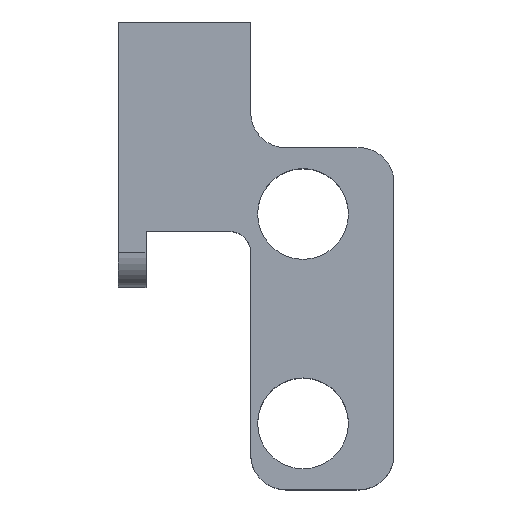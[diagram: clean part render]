
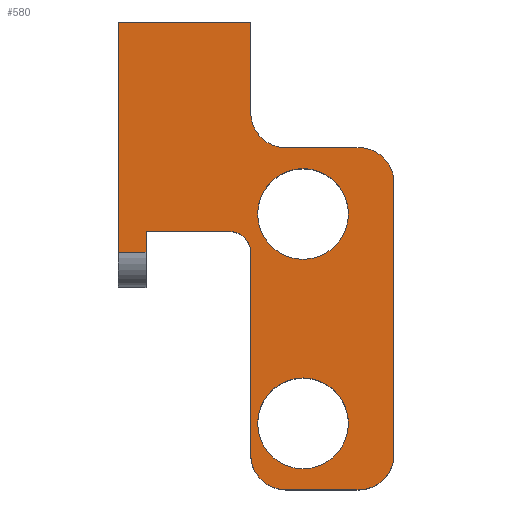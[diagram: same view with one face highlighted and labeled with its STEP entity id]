
A CAD part, top view. The second image highlights one B-rep face of the part: STEP entity #580.
In plain terms, the highlighted planar face has unit normal (0, 0, 1).
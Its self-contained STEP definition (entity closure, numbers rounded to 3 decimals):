
#19=FACE_BOUND('',#83,.T.);
#20=FACE_BOUND('',#84,.T.);
#29=PLANE('',#631);
#47=FACE_OUTER_BOUND('',#82,.T.);
#82=EDGE_LOOP('',(#404,#405,#406,#407,#408,#409,#410,#411,#412,#413,#414,
#415,#416,#417,#418));
#83=EDGE_LOOP('',(#419));
#84=EDGE_LOOP('',(#420));
#126=LINE('',#898,#176);
#129=LINE('',#904,#179);
#130=LINE('',#908,#180);
#131=LINE('',#910,#181);
#132=LINE('',#912,#182);
#133=LINE('',#914,#183);
#134=LINE('',#916,#184);
#135=LINE('',#918,#185);
#136=LINE('',#922,#186);
#137=LINE('',#926,#187);
#176=VECTOR('',#708,10.);
#179=VECTOR('',#713,10.);
#180=VECTOR('',#716,10.);
#181=VECTOR('',#717,10.);
#182=VECTOR('',#718,10.);
#183=VECTOR('',#719,10.);
#184=VECTOR('',#720,10.);
#185=VECTOR('',#721,10.);
#186=VECTOR('',#724,10.);
#187=VECTOR('',#727,10.);
#224=CIRCLE('',#628,5.);
#226=CIRCLE('',#632,5.);
#227=CIRCLE('',#633,3.);
#228=CIRCLE('',#634,5.);
#229=CIRCLE('',#635,5.);
#230=CIRCLE('',#636,6.5);
#231=CIRCLE('',#637,6.5);
#258=VERTEX_POINT('',#888);
#259=VERTEX_POINT('',#889);
#262=VERTEX_POINT('',#897);
#264=VERTEX_POINT('',#903);
#265=VERTEX_POINT('',#905);
#266=VERTEX_POINT('',#907);
#267=VERTEX_POINT('',#909);
#268=VERTEX_POINT('',#911);
#269=VERTEX_POINT('',#913);
#270=VERTEX_POINT('',#915);
#271=VERTEX_POINT('',#917);
#272=VERTEX_POINT('',#919);
#273=VERTEX_POINT('',#921);
#274=VERTEX_POINT('',#923);
#275=VERTEX_POINT('',#925);
#276=VERTEX_POINT('',#928);
#277=VERTEX_POINT('',#930);
#312=EDGE_CURVE('',#258,#259,#224,.T.);
#316=EDGE_CURVE('',#259,#262,#126,.T.);
#319=EDGE_CURVE('',#258,#264,#129,.T.);
#320=EDGE_CURVE('',#265,#264,#226,.T.);
#321=EDGE_CURVE('',#265,#266,#130,.T.);
#322=EDGE_CURVE('',#266,#267,#131,.T.);
#323=EDGE_CURVE('',#267,#268,#132,.F.);
#324=EDGE_CURVE('',#269,#268,#133,.T.);
#325=EDGE_CURVE('',#269,#270,#134,.T.);
#326=EDGE_CURVE('',#270,#271,#135,.T.);
#327=EDGE_CURVE('',#272,#271,#227,.T.);
#328=EDGE_CURVE('',#272,#273,#136,.T.);
#329=EDGE_CURVE('',#274,#273,#228,.T.);
#330=EDGE_CURVE('',#274,#275,#137,.T.);
#331=EDGE_CURVE('',#262,#275,#229,.T.);
#332=EDGE_CURVE('',#276,#276,#230,.T.);
#333=EDGE_CURVE('',#277,#277,#231,.T.);
#404=ORIENTED_EDGE('',*,*,#312,.F.);
#405=ORIENTED_EDGE('',*,*,#319,.T.);
#406=ORIENTED_EDGE('',*,*,#320,.F.);
#407=ORIENTED_EDGE('',*,*,#321,.T.);
#408=ORIENTED_EDGE('',*,*,#322,.T.);
#409=ORIENTED_EDGE('',*,*,#323,.T.);
#410=ORIENTED_EDGE('',*,*,#324,.F.);
#411=ORIENTED_EDGE('',*,*,#325,.T.);
#412=ORIENTED_EDGE('',*,*,#326,.T.);
#413=ORIENTED_EDGE('',*,*,#327,.F.);
#414=ORIENTED_EDGE('',*,*,#328,.T.);
#415=ORIENTED_EDGE('',*,*,#329,.F.);
#416=ORIENTED_EDGE('',*,*,#330,.T.);
#417=ORIENTED_EDGE('',*,*,#331,.F.);
#418=ORIENTED_EDGE('',*,*,#316,.F.);
#419=ORIENTED_EDGE('',*,*,#332,.T.);
#420=ORIENTED_EDGE('',*,*,#333,.T.);
#580=ADVANCED_FACE('',(#47,#19,#20),#29,.T.);
#628=AXIS2_PLACEMENT_3D('',#890,#700,#701);
#631=AXIS2_PLACEMENT_3D('',#902,#711,#712);
#632=AXIS2_PLACEMENT_3D('',#906,#714,#715);
#633=AXIS2_PLACEMENT_3D('',#920,#722,#723);
#634=AXIS2_PLACEMENT_3D('',#924,#725,#726);
#635=AXIS2_PLACEMENT_3D('',#927,#728,#729);
#636=AXIS2_PLACEMENT_3D('',#929,#730,#731);
#637=AXIS2_PLACEMENT_3D('',#931,#732,#733);
#700=DIRECTION('center_axis',(0.,0.,-1.));
#701=DIRECTION('ref_axis',(0.707,0.707,0.));
#708=DIRECTION('',(0.,-1.,0.));
#711=DIRECTION('center_axis',(0.,0.,1.));
#712=DIRECTION('ref_axis',(1.,0.,0.));
#713=DIRECTION('',(-1.,0.,0.));
#714=DIRECTION('center_axis',(0.,0.,1.));
#715=DIRECTION('ref_axis',(-0.707,-0.707,0.));
#716=DIRECTION('',(0.,1.,0.));
#717=DIRECTION('',(-1.,0.,0.));
#718=DIRECTION('',(0.,1.,0.));
#719=DIRECTION('',(-1.,0.,0.));
#720=DIRECTION('',(0.,1.,0.));
#721=DIRECTION('',(1.,0.,0.));
#722=DIRECTION('center_axis',(0.,0.,1.));
#723=DIRECTION('ref_axis',(0.707,0.707,0.));
#724=DIRECTION('',(0.,-1.,0.));
#725=DIRECTION('center_axis',(0.,0.,-1.));
#726=DIRECTION('ref_axis',(-0.707,-0.707,0.));
#727=DIRECTION('',(1.,0.,0.));
#728=DIRECTION('center_axis',(0.,0.,-1.));
#729=DIRECTION('ref_axis',(0.707,-0.707,0.));
#730=DIRECTION('center_axis',(0.,0.,-1.));
#731=DIRECTION('ref_axis',(0.,1.,0.));
#732=DIRECTION('center_axis',(0.,0.,-1.));
#733=DIRECTION('ref_axis',(0.,1.,0.));
#888=CARTESIAN_POINT('',(-1.984,24.5,14.));
#889=CARTESIAN_POINT('',(3.016,19.5,14.));
#890=CARTESIAN_POINT('Origin',(-1.984,19.5,14.));
#897=CARTESIAN_POINT('',(3.016,-19.5,14.));
#898=CARTESIAN_POINT('',(3.016,-24.5,14.));
#902=CARTESIAN_POINT('Origin',(-15.,0.,14.));
#903=CARTESIAN_POINT('',(-12.5,24.5,14.));
#904=CARTESIAN_POINT('',(7.5,24.5,14.));
#905=CARTESIAN_POINT('',(-17.5,29.5,14.));
#906=CARTESIAN_POINT('Origin',(-12.5,29.5,14.));
#907=CARTESIAN_POINT('',(-17.5,42.5,14.));
#908=CARTESIAN_POINT('',(-17.5,24.5,14.));
#909=CARTESIAN_POINT('',(-36.5,42.5,14.));
#910=CARTESIAN_POINT('',(-17.5,42.5,14.));
#911=CARTESIAN_POINT('',(-36.5,9.5,14.));
#912=CARTESIAN_POINT('',(-36.5,21.25,14.));
#913=CARTESIAN_POINT('',(-32.5,9.5,14.));
#914=CARTESIAN_POINT('',(-26.25,9.5,14.));
#915=CARTESIAN_POINT('',(-32.5,12.5,14.));
#916=CARTESIAN_POINT('',(-32.5,-24.5,14.));
#917=CARTESIAN_POINT('',(-20.5,12.5,14.));
#918=CARTESIAN_POINT('',(-32.5,12.5,14.));
#919=CARTESIAN_POINT('',(-17.5,9.5,14.));
#920=CARTESIAN_POINT('Origin',(-20.5,9.5,14.));
#921=CARTESIAN_POINT('',(-17.5,-19.5,14.));
#922=CARTESIAN_POINT('',(-17.5,12.5,14.));
#923=CARTESIAN_POINT('',(-12.5,-24.5,14.));
#924=CARTESIAN_POINT('Origin',(-12.5,-19.5,14.));
#925=CARTESIAN_POINT('',(-1.984,-24.5,14.));
#926=CARTESIAN_POINT('',(-37.5,-24.5,14.));
#927=CARTESIAN_POINT('Origin',(-1.984,-19.5,14.));
#928=CARTESIAN_POINT('',(-10.,-21.5,14.));
#929=CARTESIAN_POINT('Origin',(-10.,-15.,14.));
#930=CARTESIAN_POINT('',(-10.,8.5,14.));
#931=CARTESIAN_POINT('Origin',(-10.,15.,14.));
